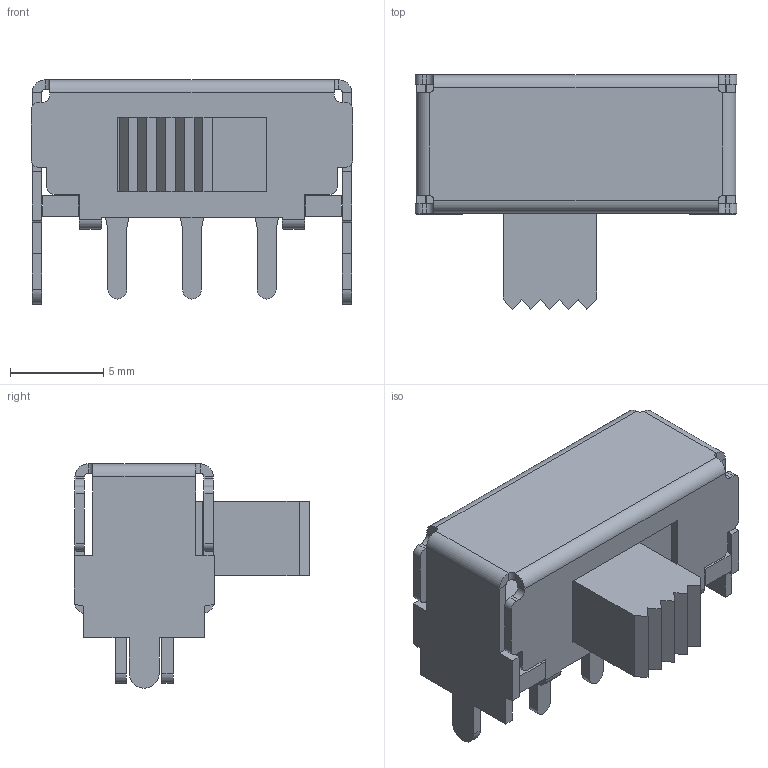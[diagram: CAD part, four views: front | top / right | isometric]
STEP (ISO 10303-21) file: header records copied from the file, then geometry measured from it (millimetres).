
FILE_DESCRIPTION(('FreeCAD Model'),'2;1');
FILE_NAME('Open CASCADE Shape Model','2021-11-29T21:25:04',('Author'),( ''),'Open CASCADE STEP processor 7.5','FreeCAD','Unknown');
FILE_SCHEMA(('AUTOMOTIVE_DESIGN { 1 0 10303 214 1 1 1 1 }'));
Length unit declared in the file: millimetre
Products named in the file (6): Part; Body; BodyBottomPlate; Body002; Body003; Body004
Assembly tree (5 placements, depth 2):
  Part
    Body
    BodyBottomPlate
    Body002
    Body003
    Body004
Bounding box: 17.2 x 12.62 x 12 mm (x, y, z)
Volume: 528.7 mm3; surface area: 1571 mm2
Topology: 5 solids, 5 shells, 223 faces, 575 edges, 362 vertices
Faces by surface type: plane 183, cylinder 40
Entity records: 14353 total; most frequent: CARTESIAN_POINT 2496, DIRECTION 2233, LINE 1565, VECTOR 1565, ORIENTED_EDGE 1150, PCURVE 1150, DEFINITIONAL_REPRESENTATION 1150, EDGE_CURVE 575
